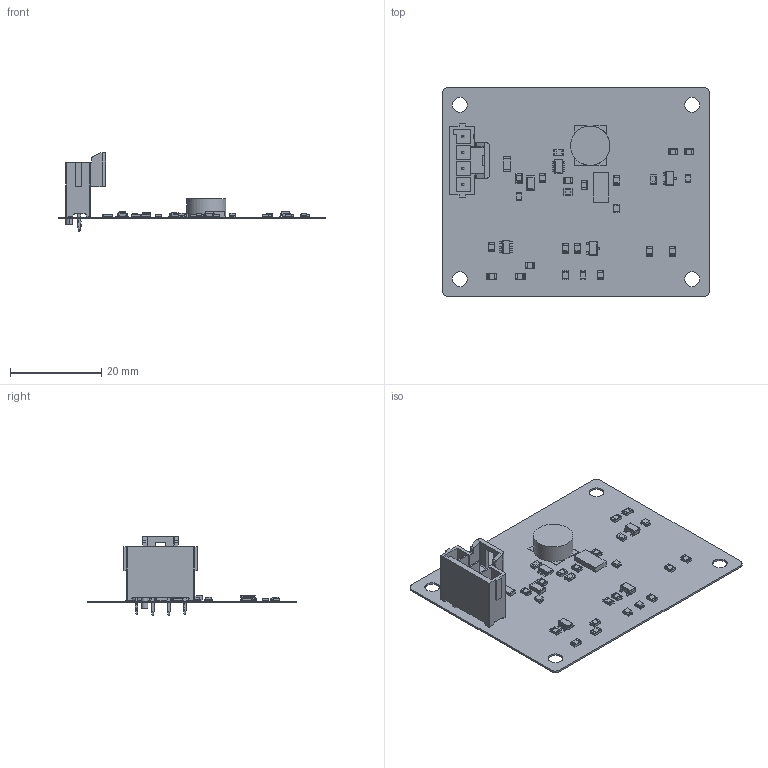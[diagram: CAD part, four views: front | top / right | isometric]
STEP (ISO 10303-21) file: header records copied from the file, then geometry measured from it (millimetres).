
FILE_DESCRIPTION(('Open CASCADE Model'),'2;1');
FILE_NAME('Open CASCADE Shape Model','2017-10-10T21:50:24',('Author'),( 'Open CASCADE'),'Open CASCADE STEP processor 6.8','Open CASCADE 6.8' ,'Unknown');
FILE_SCHEMA(('AUTOMOTIVE_DESIGN { 1 0 10303 214 1 1 1 1 }'));
Length unit declared in the file: millimetre
Products named in the file (62): PCB; Board; C1; CAPC-0805-T0.7-BN; Open CASCADE STEP translator 6.8 1.2.1.1; Open CASCADE STEP translator 6.8 1.2.1.2; C2; CAPC-1206-T0.95-BN; Open CASCADE STEP translator 6.8 1.3.1.1; Open CASCADE STEP translator 6.8 1.3.1.2; C3; D1; BL-LS0805UWC; D2; D3; D4; D5; F1; Resistor1206; J1; 1722861104_RGB1052688; Open CASCADE STEP translator 6.8 1.11.1.1; Open CASCADE STEP translator 6.8 1.11.1.2; L1; 4.7uH_Inductor_CAD; Q1; SOT23-3; Q2; sot-23-6; BODY_MF06A; LEAD_MF06A; Q3; R1; RESC-0805; Open CASCADE STEP translator 6.8 1.16.1.1; Open CASCADE STEP translator 6.8 1.16.1.2; R2; R3; R4; R5 ...
Assembly tree (101 placements, depth 4):
  PCB
    Board
    C1
      CAPC-0805-T0.7-BN
        Open CASCADE STEP translator 6.8 1.2.1.1
        Open CASCADE STEP translator 6.8 1.2.1.2
    C2
      CAPC-1206-T0.95-BN
        Open CASCADE STEP translator 6.8 1.3.1.1
        Open CASCADE STEP translator 6.8 1.3.1.2
    C3
      CAPC-0805-T0.7-BN
        Open CASCADE STEP translator 6.8 1.2.1.1
        Open CASCADE STEP translator 6.8 1.2.1.2
    D1
      BL-LS0805UWC
      BL-LS0805UWC
      BL-LS0805UWC
    D2
      BL-LS0805UWC
      BL-LS0805UWC
      BL-LS0805UWC
    D3
      BL-LS0805UWC
      BL-LS0805UWC
      BL-LS0805UWC
    D4
      BL-LS0805UWC
      BL-LS0805UWC
      BL-LS0805UWC
    D5
      BL-LS0805UWC
      BL-LS0805UWC
      BL-LS0805UWC
    F1
      Resistor1206
      Resistor1206
      Resistor1206
    J1
      1722861104_RGB1052688
        Open CASCADE STEP translator 6.8 1.11.1.1
        Open CASCADE STEP translator 6.8 1.11.1.2
    L1
      4.7uH_Inductor_CAD
    Q1
      SOT23-3
    Q2
      sot-23-6
        BODY_MF06A
        LEAD_MF06A  x6
    Q3
      SOT23-3
    R1
      RESC-0805
        Open CASCADE STEP translator 6.8 1.16.1.1
        Open CASCADE STEP translator 6.8 1.16.1.2
    R2
      RESC-0805
        Open CASCADE STEP translator 6.8 1.16.1.1
        Open CASCADE STEP translator 6.8 1.16.1.2
Bounding box: 58.42 x 45.72 x 17.15 mm (x, y, z)
Volume: 2047 mm3; surface area: 7562.5 mm2
Topology: 96 solids, 96 shells, 1946 faces, 5083 edges, 3486 vertices
Faces by surface type: plane 1366, cylinder 445, bspline 78, sphere 42, extrusion 15
Full cylindrical faces by diameter (mm): 1.02 x4, 3.264 x4, 8.6 x1
Entity records: 28954 total; most frequent: CARTESIAN_POINT 6338, ORIENTED_EDGE 3478, DIRECTION 3453, EDGE_CURVE 1739, VECTOR 1235, LINE 1220, AXIS2_PLACEMENT_3D 1109, VERTEX_POINT 1102
